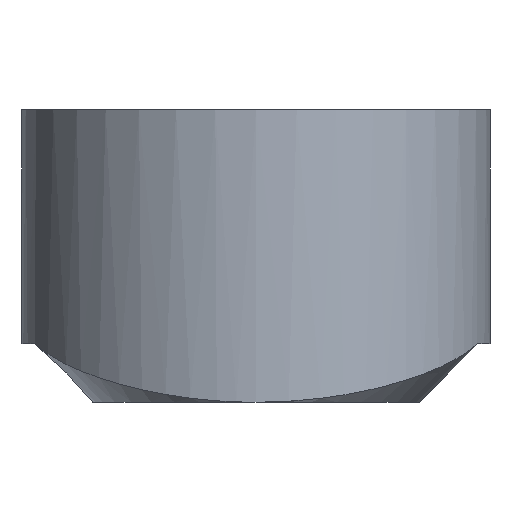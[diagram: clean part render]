
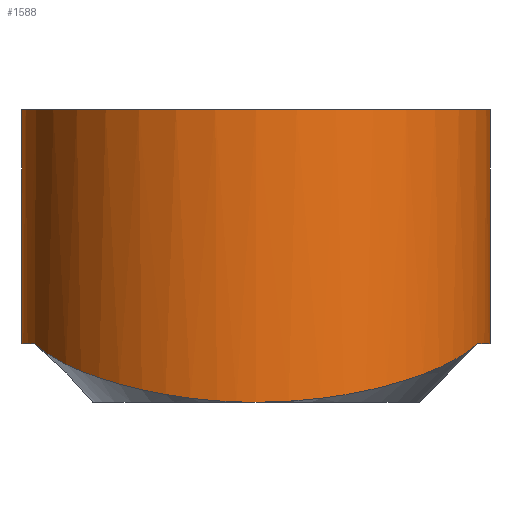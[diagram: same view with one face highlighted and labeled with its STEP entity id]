
A CAD part, front view. The second image highlights one B-rep face of the part: STEP entity #1588.
In plain terms, the highlighted cylindrical face has radius 8 mm (diameter 16 mm), a partial arc.
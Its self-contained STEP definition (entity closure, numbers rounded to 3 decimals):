
#21 = ORIENTED_EDGE ( 'NONE', *, *, #368, .T. ) ;
#86 = CARTESIAN_POINT ( 'NONE',  ( 0., -30.574, 18. ) ) ;
#87 = CARTESIAN_POINT ( 'NONE',  ( 3.282, -29.881, 18.294 ) ) ;
#111 = CARTESIAN_POINT ( 'NONE',  ( -0.428, -30.574, 18. ) ) ;
#135 = B_SPLINE_CURVE_WITH_KNOTS ( 'NONE', 3,
 ( #675, #1459, #1787, #366, #87, #544, #1054, #945, #665, #1215, #915, #1500 ),
 .UNSPECIFIED., .F., .F.,
 ( 4, 2, 2, 2, 2, 4 ),
 ( 0., 0.003, 0.004, 0.005, 0.008, 0.01 ),
 .UNSPECIFIED. ) ;
#160 = AXIS2_PLACEMENT_3D ( 'NONE', #715, #303, #1113 ) ;
#175 = ORIENTED_EDGE ( 'NONE', *, *, #306, .T. ) ;
#189 = DIRECTION ( 'NONE',  ( 0., 0., 1. ) ) ;
#221 = CARTESIAN_POINT ( 'NONE',  ( 0., -22.574, 28. ) ) ;
#228 = CARTESIAN_POINT ( 'NONE',  ( -6.209, -27.635, 19.16 ) ) ;
#234 = ORIENTED_EDGE ( 'NONE', *, *, #780, .F. ) ;
#237 = CARTESIAN_POINT ( 'NONE',  ( -7.572, -25.155, 20. ) ) ;
#274 = DIRECTION ( 'NONE',  ( 1., 0., 0. ) ) ;
#292 = CARTESIAN_POINT ( 'NONE',  ( 7.572, -25.155, 20. ) ) ;
#300 = ORIENTED_EDGE ( 'NONE', *, *, #1532, .T. ) ;
#303 = DIRECTION ( 'NONE',  ( 0., 0., 1. ) ) ;
#306 = EDGE_CURVE ( 'NONE', #1481, #1658, #1525, .T. ) ;
#338 = CYLINDRICAL_SURFACE ( 'NONE', #1557, 8. ) ;
#346 = CARTESIAN_POINT ( 'NONE',  ( -3.285, -29.88, 18.295 ) ) ;
#354 = CARTESIAN_POINT ( 'NONE',  ( -4.385, -29.277, 18.539 ) ) ;
#366 = CARTESIAN_POINT ( 'NONE',  ( 2.896, -30.043, 18.227 ) ) ;
#368 = EDGE_CURVE ( 'NONE', #854, #727, #765, .T. ) ;
#458 = DIRECTION ( 'NONE',  ( 0., 0., -1. ) ) ;
#467 = DIRECTION ( 'NONE',  ( 1., 0., 0. ) ) ;
#526 = CARTESIAN_POINT ( 'NONE',  ( 8., -22.574, 28. ) ) ;
#544 = CARTESIAN_POINT ( 'NONE',  ( 4.021, -29.502, 18.449 ) ) ;
#554 = EDGE_CURVE ( 'NONE', #1658, #854, #135, .T. ) ;
#576 = VECTOR ( 'NONE', #1458, 1000. ) ;
#578 = ORIENTED_EDGE ( 'NONE', *, *, #1473, .T. ) ;
#579 = CARTESIAN_POINT ( 'NONE',  ( -8., -22.574, 20. ) ) ;
#626 = CARTESIAN_POINT ( 'NONE',  ( -6.934, -26.646, 19.51 ) ) ;
#662 = CARTESIAN_POINT ( 'NONE',  ( -7.308, -25.93, 19.752 ) ) ;
#665 = CARTESIAN_POINT ( 'NONE',  ( 5.961, -27.972, 19.04 ) ) ;
#675 = CARTESIAN_POINT ( 'NONE',  ( 0., -30.574, 18. ) ) ;
#679 = VERTEX_POINT ( 'NONE', #691 ) ;
#691 = CARTESIAN_POINT ( 'NONE',  ( 8., -22.574, 28. ) ) ;
#714 = VERTEX_POINT ( 'NONE', #579 ) ;
#715 = CARTESIAN_POINT ( 'NONE',  ( 0., -22.574, 28. ) ) ;
#727 = VERTEX_POINT ( 'NONE', #1412 ) ;
#765 = CIRCLE ( 'NONE', #1453, 8. ) ;
#780 = EDGE_CURVE ( 'NONE', #679, #727, #842, .T. ) ;
#781 = CARTESIAN_POINT ( 'NONE',  ( -2.108, -30.302, 18.117 ) ) ;
#786 = VERTEX_POINT ( 'NONE', #1213 ) ;
#790 = CARTESIAN_POINT ( 'NONE',  ( -2.901, -30.041, 18.228 ) ) ;
#826 = EDGE_CURVE ( 'NONE', #786, #679, #1171, .T. ) ;
#842 = LINE ( 'NONE', #526, #1439 ) ;
#854 = VERTEX_POINT ( 'NONE', #292 ) ;
#887 = CARTESIAN_POINT ( 'NONE',  ( -7.572, -25.155, 20. ) ) ;
#891 = DIRECTION ( 'NONE',  ( -1., 0., 0. ) ) ;
#912 = CARTESIAN_POINT ( 'NONE',  ( -4.027, -29.499, 18.45 ) ) ;
#915 = CARTESIAN_POINT ( 'NONE',  ( 7.308, -25.929, 19.752 ) ) ;
#945 = CARTESIAN_POINT ( 'NONE',  ( 5.383, -28.549, 18.824 ) ) ;
#1027 = LINE ( 'NONE', #1438, #576 ) ;
#1053 = FACE_OUTER_BOUND ( 'NONE', #1131, .T. ) ;
#1054 = CARTESIAN_POINT ( 'NONE',  ( 4.375, -29.284, 18.536 ) ) ;
#1113 = DIRECTION ( 'NONE',  ( 1., 0., 0. ) ) ;
#1131 = EDGE_LOOP ( 'NONE', ( #578, #175, #1344, #21, #234, #1614, #300 ) ) ;
#1171 = CIRCLE ( 'NONE', #160, 8. ) ;
#1176 = CARTESIAN_POINT ( 'NONE',  ( -5.939, -27.949, 19.046 ) ) ;
#1213 = CARTESIAN_POINT ( 'NONE',  ( -8., -22.574, 28. ) ) ;
#1215 = CARTESIAN_POINT ( 'NONE',  ( 6.934, -26.648, 19.509 ) ) ;
#1300 = CARTESIAN_POINT ( 'NONE',  ( 0., -22.574, 20. ) ) ;
#1331 = CARTESIAN_POINT ( 'NONE',  ( -1.695, -30.404, 18.074 ) ) ;
#1344 = ORIENTED_EDGE ( 'NONE', *, *, #554, .T. ) ;
#1347 = CARTESIAN_POINT ( 'NONE',  ( -0.853, -30.539, 18.015 ) ) ;
#1375 = AXIS2_PLACEMENT_3D ( 'NONE', #1300, #189, #467 ) ;
#1412 = CARTESIAN_POINT ( 'NONE',  ( 8., -22.574, 20. ) ) ;
#1438 = CARTESIAN_POINT ( 'NONE',  ( -8., -22.574, 28. ) ) ;
#1439 = VECTOR ( 'NONE', #1556, 1000. ) ;
#1453 = AXIS2_PLACEMENT_3D ( 'NONE', #1524, #1797, #274 ) ;
#1458 = DIRECTION ( 'NONE',  ( 0., 0., -1. ) ) ;
#1459 = CARTESIAN_POINT ( 'NONE',  ( 0.856, -30.574, 18. ) ) ;
#1473 = EDGE_CURVE ( 'NONE', #714, #1481, #1498, .T. ) ;
#1474 = CARTESIAN_POINT ( 'NONE',  ( -5.361, -28.526, 18.831 ) ) ;
#1481 = VERTEX_POINT ( 'NONE', #887 ) ;
#1498 = CIRCLE ( 'NONE', #1375, 8. ) ;
#1500 = CARTESIAN_POINT ( 'NONE',  ( 7.572, -25.155, 20. ) ) ;
#1524 = CARTESIAN_POINT ( 'NONE',  ( 0., -22.574, 20. ) ) ;
#1525 = B_SPLINE_CURVE_WITH_KNOTS ( 'NONE', 3,
 ( #237, #662, #626, #228, #1176, #1474, #1769, #354, #912, #346, #790, #781, #1331, #1347, #111, #1736 ),
 .UNSPECIFIED., .F., .F.,
 ( 4, 2, 2, 2, 2, 2, 2, 4 ),
 ( 0., 0.003, 0.004, 0.005, 0.006, 0.008, 0.009, 0.01 ),
 .UNSPECIFIED. ) ;
#1532 = EDGE_CURVE ( 'NONE', #786, #714, #1027, .T. ) ;
#1556 = DIRECTION ( 'NONE',  ( 0., 0., -1. ) ) ;
#1557 = AXIS2_PLACEMENT_3D ( 'NONE', #221, #458, #891 ) ;
#1588 = ADVANCED_FACE ( 'NONE', ( #1053 ), #338, .T. ) ;
#1614 = ORIENTED_EDGE ( 'NONE', *, *, #826, .F. ) ;
#1658 = VERTEX_POINT ( 'NONE', #86 ) ;
#1736 = CARTESIAN_POINT ( 'NONE',  ( 0., -30.574, 18. ) ) ;
#1769 = CARTESIAN_POINT ( 'NONE',  ( -5.051, -28.791, 18.729 ) ) ;
#1787 = CARTESIAN_POINT ( 'NONE',  ( 1.689, -30.439, 18.059 ) ) ;
#1797 = DIRECTION ( 'NONE',  ( 0., 0., 1. ) ) ;
